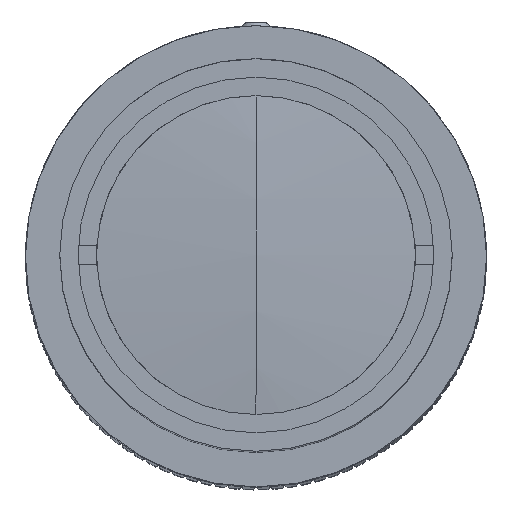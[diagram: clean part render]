
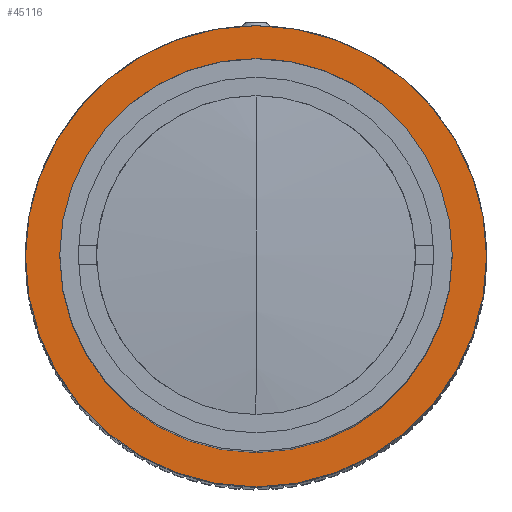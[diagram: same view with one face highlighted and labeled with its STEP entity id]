
A CAD part, top view. The second image highlights one B-rep face of the part: STEP entity #45116.
In plain terms, the highlighted planar face has unit normal (0, 0, 1).
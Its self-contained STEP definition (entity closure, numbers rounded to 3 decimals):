
#2357 = EDGE_CURVE ( 'NONE', #20497, #19299, #52549, .T. ) ;
#3501 = CARTESIAN_POINT ( 'NONE',  ( 20., 0., -22. ) ) ;
#4927 = ORIENTED_EDGE ( 'NONE', *, *, #2357, .F. ) ;
#6870 = DIRECTION ( 'NONE',  ( 0., 0., 1. ) ) ;
#7214 = CARTESIAN_POINT ( 'NONE',  ( 0., 0., -22. ) ) ;
#7310 = DIRECTION ( 'NONE',  ( 1., 0., 0. ) ) ;
#11168 = FACE_BOUND ( 'NONE', #66443, .T. ) ;
#12126 = DIRECTION ( 'NONE',  ( 0., 0., 1. ) ) ;
#14450 = EDGE_CURVE ( 'NONE', #74401, #23649, #37367, .T. ) ;
#16959 = CARTESIAN_POINT ( 'NONE',  ( 0., 20., -22. ) ) ;
#19299 = VERTEX_POINT ( 'NONE', #3501 ) ;
#20497 = VERTEX_POINT ( 'NONE', #27650 ) ;
#21628 = DIRECTION ( 'NONE',  ( 0., 0., 1. ) ) ;
#23649 = VERTEX_POINT ( 'NONE', #84368 ) ;
#24028 = PLANE ( 'NONE',  #63832 ) ;
#24628 = CIRCLE ( 'NONE', #48741, 23.5 ) ;
#24759 = ORIENTED_EDGE ( 'NONE', *, *, #14450, .T. ) ;
#26542 = ORIENTED_EDGE ( 'NONE', *, *, #76624, .F. ) ;
#27650 = CARTESIAN_POINT ( 'NONE',  ( -20., 0., -22. ) ) ;
#30214 = AXIS2_PLACEMENT_3D ( 'NONE', #31212, #12126, #79052 ) ;
#31212 = CARTESIAN_POINT ( 'NONE',  ( 0., 0., -22. ) ) ;
#31217 = EDGE_CURVE ( 'NONE', #23649, #74401, #24628, .T. ) ;
#34260 = DIRECTION ( 'NONE',  ( 0., 0., 1. ) ) ;
#35372 = DIRECTION ( 'NONE',  ( 1., 0., 0. ) ) ;
#37367 = CIRCLE ( 'NONE', #79799, 23.5 ) ;
#37767 = DIRECTION ( 'NONE',  ( -1., 0., 0. ) ) ;
#42914 = CARTESIAN_POINT ( 'NONE',  ( 0., 0., -22. ) ) ;
#43994 = ORIENTED_EDGE ( 'NONE', *, *, #31217, .T. ) ;
#45116 = ADVANCED_FACE ( 'NONE', ( #11168, #77657 ), #24028, .F. ) ;
#48741 = AXIS2_PLACEMENT_3D ( 'NONE', #7214, #34260, #68780 ) ;
#52549 = CIRCLE ( 'NONE', #63875, 20. ) ;
#59335 = CARTESIAN_POINT ( 'NONE',  ( 23.5, 0., -22. ) ) ;
#63832 = AXIS2_PLACEMENT_3D ( 'NONE', #16959, #71004, #37767 ) ;
#63875 = AXIS2_PLACEMENT_3D ( 'NONE', #42914, #21628, #35372 ) ;
#66443 = EDGE_LOOP ( 'NONE', ( #26542, #4927 ) ) ;
#68780 = DIRECTION ( 'NONE',  ( 1., 0., 0. ) ) ;
#71004 = DIRECTION ( 'NONE',  ( 0., 0., -1. ) ) ;
#74401 = VERTEX_POINT ( 'NONE', #59335 ) ;
#76362 = EDGE_LOOP ( 'NONE', ( #24759, #43994 ) ) ;
#76624 = EDGE_CURVE ( 'NONE', #19299, #20497, #78336, .T. ) ;
#77657 = FACE_OUTER_BOUND ( 'NONE', #76362, .T. ) ;
#78336 = CIRCLE ( 'NONE', #30214, 20. ) ;
#79052 = DIRECTION ( 'NONE',  ( 1., 0., 0. ) ) ;
#79799 = AXIS2_PLACEMENT_3D ( 'NONE', #87529, #6870, #7310 ) ;
#84368 = CARTESIAN_POINT ( 'NONE',  ( -23.5, 0., -22. ) ) ;
#87529 = CARTESIAN_POINT ( 'NONE',  ( 0., 0., -22. ) ) ;
